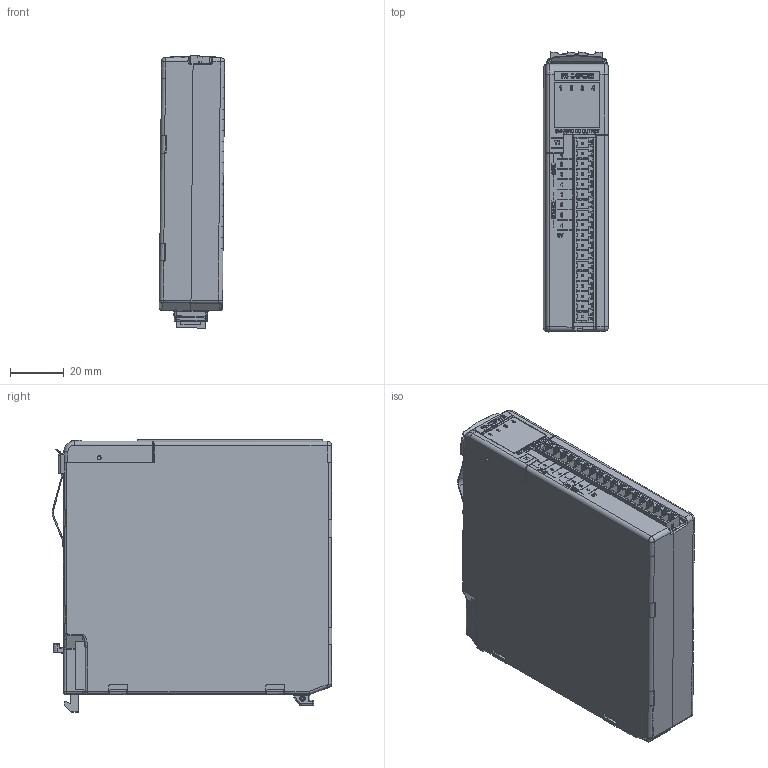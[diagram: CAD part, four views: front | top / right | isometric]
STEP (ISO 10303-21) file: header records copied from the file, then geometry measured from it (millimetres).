
FILE_DESCRIPTION (( 'STEP AP214' ), '1' );
FILE_NAME ('P2-04PWM Red 1 v18 r3 v17 Coord Ext Combi 2 fXT r1 EXT2.STEP', '2020-05-20T12:29:37', ( '' ), ( '' ), 'SwSTEP 2.0', 'SolidWorks 2017', '' );
FILE_SCHEMA (( 'AUTOMOTIVE_DESIGN' ));
Length unit declared in the file: inch
Products named in the file (1): P2-04PWM Red 1 v18 r3 v17 Coord Ext Combi 2 fXT r1 EXT2
Bounding box: 24.41 x 104.6 x 101.75 mm (x, y, z)
Volume: 207999.2 mm3; surface area: 41943.6 mm2
Topology: 2 solids, 4 shells, 2861 faces, 8014 edges, 5256 vertices
Faces by surface type: plane 1877, cylinder 489, bspline 436, cone 59
Entity records: 132973 total; most frequent: CARTESIAN_POINT 47920, ORIENTED_EDGE 15996, DIRECTION 10140, EDGE_CURVE 7998, VERTEX_POINT 5256, VECTOR 4748, LINE 4748, EDGE_LOOP 3022
